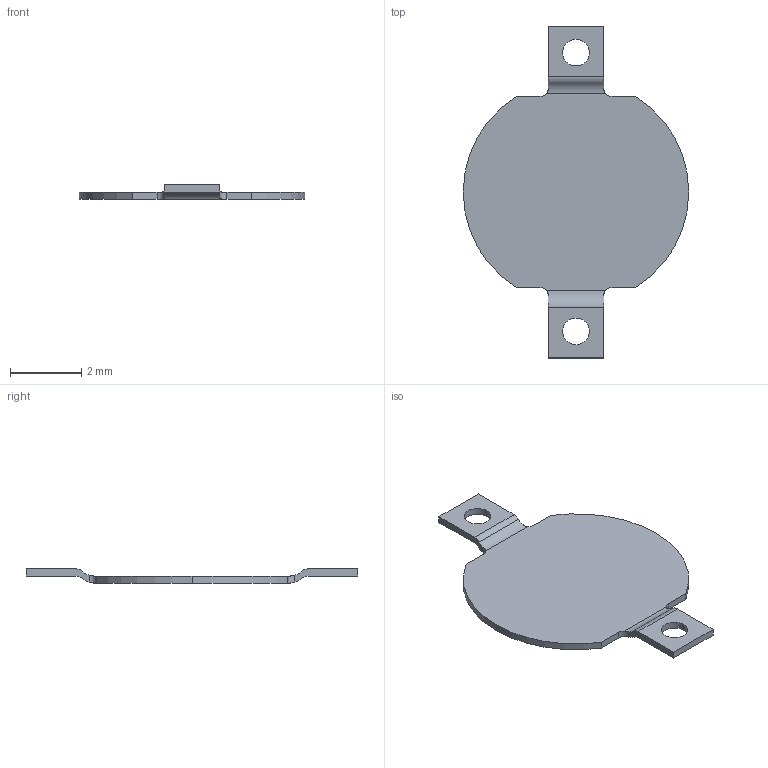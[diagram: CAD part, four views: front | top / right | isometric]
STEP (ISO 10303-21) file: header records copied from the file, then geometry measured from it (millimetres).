
FILE_DESCRIPTION (( 'STEP AP214' ), '1' );
FILE_NAME ('User Library-KEYSTONE_2991_Coin_cell_sm_negative_contact.STEP', '2019-10-08T09:47:05', ( '' ), ( '' ), 'SwSTEP 2.0', 'SolidWorks 2019', '' );
FILE_SCHEMA (( 'AUTOMOTIVE_DESIGN' ));
Length unit declared in the file: millimetre
Products named in the file (1): User Library-KEYSTONE_2991_Coin_cell_sm_negative_contact
Bounding box: 6.35 x 9.35 x 0.4 mm (x, y, z)
Volume: 7 mm3; surface area: 76.4 mm2
Topology: 1 solids, 1 shells, 35 faces, 99 edges, 66 vertices
Faces by surface type: cylinder 19, plane 16
Entity records: 1209 total; most frequent: CARTESIAN_POINT 233, DIRECTION 201, ORIENTED_EDGE 198, EDGE_CURVE 99, AXIS2_PLACEMENT_3D 74, VERTEX_POINT 66, VECTOR 53, LINE 53
